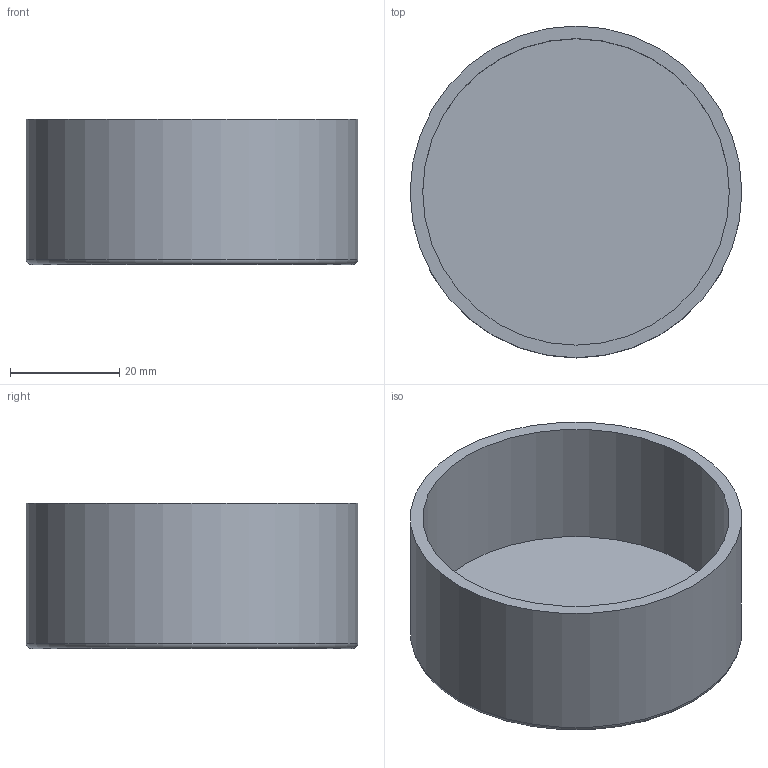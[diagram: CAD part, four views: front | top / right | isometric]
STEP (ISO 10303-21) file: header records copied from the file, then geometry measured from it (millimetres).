
FILE_DESCRIPTION(/* description */ (''),/* implementation_level */ '2;1');
FILE_NAME(/* name */ '50mm End Cap DWV Holman.step',/* time_stamp */ '2020-10-28T15:38:05+11:00',/* author */ (''),/* organization */ (''),/* preprocessor_version */ 'ST-DEVELOPER v18.1',/* originating_system */ 'Autodesk Translation Framework v9.3.0.1241',/* authorisation */ '');
FILE_SCHEMA (('AUTOMOTIVE_DESIGN { 1 0 10303 214 3 1 1 }'));
Length unit declared in the file: millimetre
Products named in the file (2): 50mm End Cap DWV Holman; End Cap Holman 50mm DWVF0192
Assembly tree (1 placements, depth 2):
  50mm End Cap DWV Holman
    End Cap Holman 50mm DWVF0192
Bounding box: 60.6 x 60.6 x 26.5 mm (x, y, z)
Volume: 17280.3 mm3; surface area: 14953.8 mm2
Topology: 1 solids, 1 shells, 6 faces, 8 edges, 5 vertices
Faces by surface type: plane 3, cylinder 2, torus 1
Full cylindrical faces by diameter (mm): 56 x1, 60.6 x1
Entity records: 199 total; most frequent: DIRECTION 34, CARTESIAN_POINT 23, ORIENTED_EDGE 16, AXIS2_PLACEMENT_3D 16, EDGE_CURVE 8, EDGE_LOOP 7, FACE_OUTER_BOUND 6, CIRCLE 6
